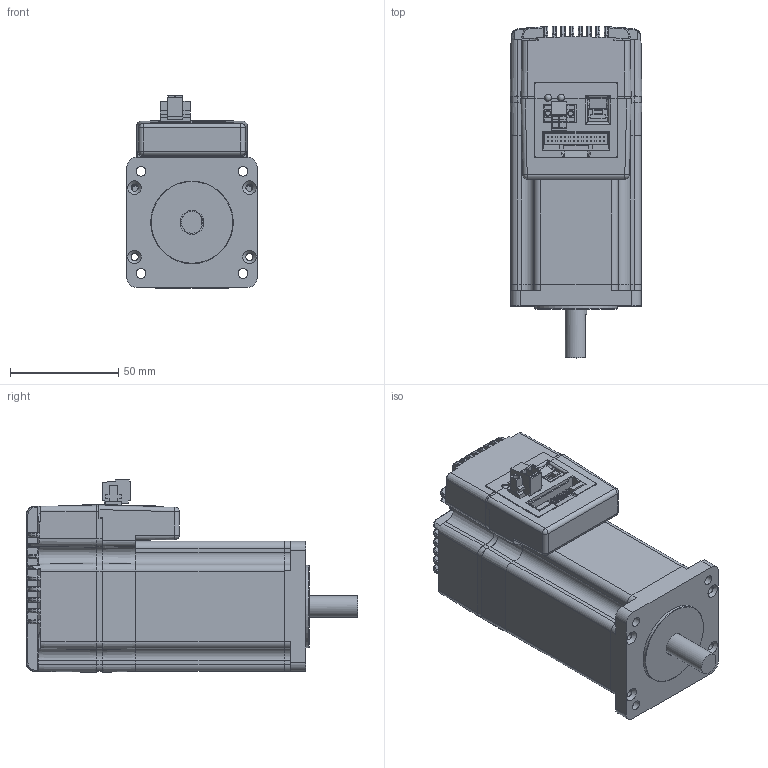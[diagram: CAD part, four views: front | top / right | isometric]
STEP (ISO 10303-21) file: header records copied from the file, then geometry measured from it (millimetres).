
FILE_DESCRIPTION (( 'STEP AP203' ), '1' );
FILE_NAME ('TSM24P-3AG.STEP', '2013-01-09T01:46:10', ( 'Sky123.Org' ), ( 'Sky123.Org' ), 'SwSTEP 2.0', 'SolidWorks 2011', '' );
FILE_SCHEMA (( 'CONFIG_CONTROL_DESIGN' ));
Length unit declared in the file: millimetre
Products named in the file (1): TSM24P-3AG
Bounding box: 60.86 x 153.15 x 88.88 mm (x, y, z)
Surface area: 64204.4 mm2 (no closed solid volume)
Topology: 0 solids, 15 shells, 755 faces, 3245 edges, 2481 vertices
Faces by surface type: plane 341, cylinder 232, bspline 78, torus 66, cone 32, sphere 6
Full cylindrical faces by diameter (mm): 1.87 x2, 2.8 x2, 3.2 x2, 3.3 x4, 3.4 x4, 4.5 x4, 10 x1, 11 x1, 38.1 x1
Entity records: 37319 total; most frequent: CARTESIAN_POINT 11618, DIRECTION 5181, ORIENTED_EDGE 5009, EDGE_CURVE 3203, VERTEX_POINT 2473, AXIS2_PLACEMENT_3D 1760, VECTOR 1661, LINE 1661
